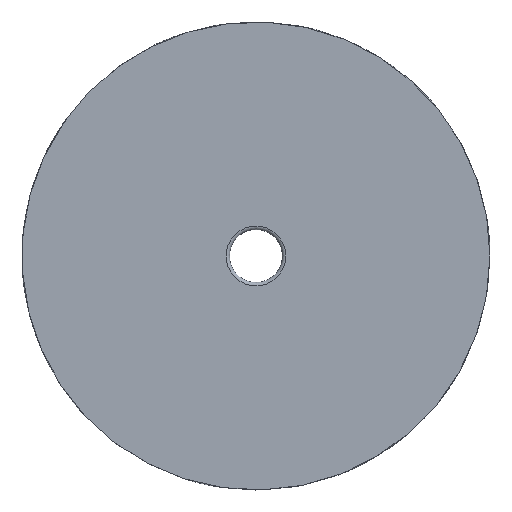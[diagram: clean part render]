
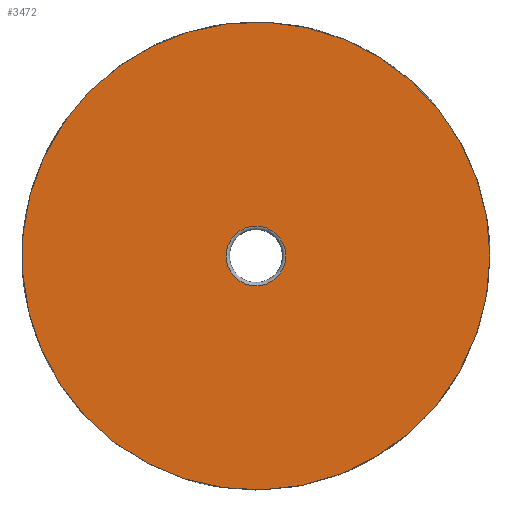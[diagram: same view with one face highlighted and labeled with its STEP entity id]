
A CAD part, front view. The second image highlights one B-rep face of the part: STEP entity #3472.
In plain terms, the highlighted planar face has unit normal (0, -1, 0).
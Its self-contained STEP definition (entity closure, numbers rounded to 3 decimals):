
#614=FACE_BOUND('',#933,.T.);
#617=PLANE('',#3720);
#705=FACE_OUTER_BOUND('',#932,.T.);
#932=EDGE_LOOP('',(#2287,#2288));
#933=EDGE_LOOP('',(#2289,#2290));
#1160=CIRCLE('',#3712,4.4);
#1164=CIRCLE('',#3716,4.4);
#1167=CIRCLE('',#3721,34.55);
#1168=CIRCLE('',#3722,34.55);
#1315=VERTEX_POINT('',#4374);
#1316=VERTEX_POINT('',#4375);
#1321=VERTEX_POINT('',#4390);
#1322=VERTEX_POINT('',#4391);
#1683=EDGE_CURVE('',#1315,#1316,#1160,.T.);
#1687=EDGE_CURVE('',#1316,#1315,#1164,.T.);
#1691=EDGE_CURVE('',#1321,#1322,#1167,.T.);
#1692=EDGE_CURVE('',#1322,#1321,#1168,.T.);
#2287=ORIENTED_EDGE('',*,*,#1691,.T.);
#2288=ORIENTED_EDGE('',*,*,#1692,.T.);
#2289=ORIENTED_EDGE('',*,*,#1683,.F.);
#2290=ORIENTED_EDGE('',*,*,#1687,.F.);
#3472=ADVANCED_FACE('',(#705,#614),#617,.F.);
#3712=AXIS2_PLACEMENT_3D('',#4376,#3924,#3925);
#3716=AXIS2_PLACEMENT_3D('',#4382,#3932,#3933);
#3720=AXIS2_PLACEMENT_3D('',#4389,#3941,#3942);
#3721=AXIS2_PLACEMENT_3D('',#4392,#3943,#3944);
#3722=AXIS2_PLACEMENT_3D('',#4393,#3945,#3946);
#3924=DIRECTION('center_axis',(0.,-1.,0.));
#3925=DIRECTION('ref_axis',(0.,0.,-1.));
#3932=DIRECTION('center_axis',(0.,-1.,0.));
#3933=DIRECTION('ref_axis',(0.,0.,-1.));
#3941=DIRECTION('center_axis',(0.,1.,0.));
#3942=DIRECTION('ref_axis',(0.309,0.,0.951));
#3943=DIRECTION('center_axis',(0.,-1.,0.));
#3944=DIRECTION('ref_axis',(1.,0.,0.));
#3945=DIRECTION('center_axis',(0.,-1.,0.));
#3946=DIRECTION('ref_axis',(1.,0.,0.));
#4374=CARTESIAN_POINT('',(0.,0.,4.4));
#4375=CARTESIAN_POINT('',(0.,0.,-4.4));
#4376=CARTESIAN_POINT('Origin',(0.,0.,0.));
#4382=CARTESIAN_POINT('Origin',(0.,0.,0.));
#4389=CARTESIAN_POINT('Origin',(-6.972,0.,-14.942));
#4390=CARTESIAN_POINT('',(34.55,0.,0.));
#4391=CARTESIAN_POINT('',(-10.677,0.,-32.859));
#4392=CARTESIAN_POINT('Origin',(0.,0.,0.));
#4393=CARTESIAN_POINT('Origin',(0.,0.,0.));
